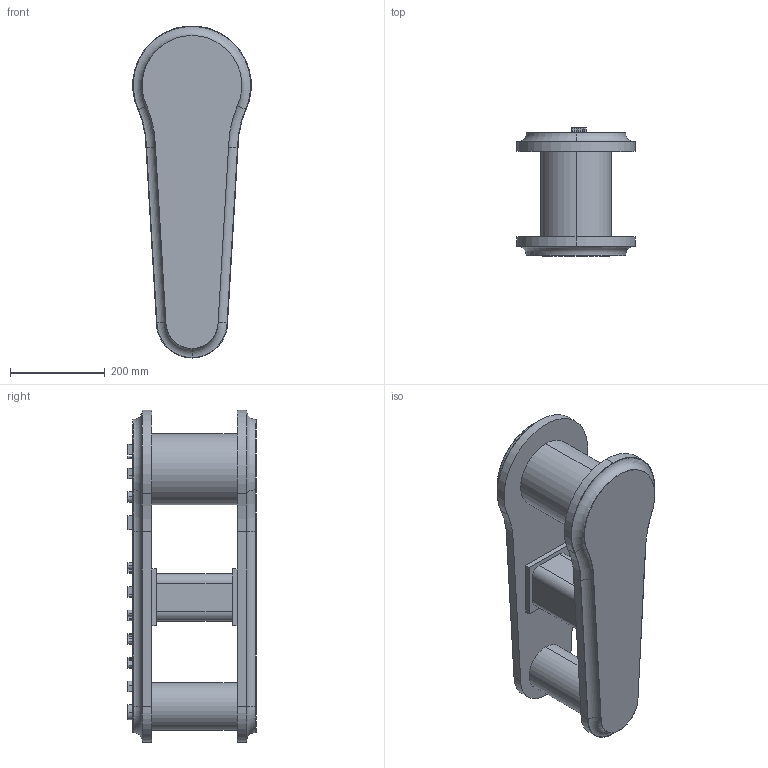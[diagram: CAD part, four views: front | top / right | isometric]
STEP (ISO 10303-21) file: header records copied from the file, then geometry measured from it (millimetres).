
FILE_DESCRIPTION (( 'STEP AP203' ), '1' );
FILE_NAME ('Part3_Link2_Default_sldprt.STEP', '2025-09-14T17:42:21', ( '' ), ( '' ), 'SwSTEP 2.0', 'SolidWorks 2018', '' );
FILE_SCHEMA (( 'CONFIG_CONTROL_DESIGN' ));
Length unit declared in the file: millimetre
Products named in the file (1): Part3_Link2_Default_sldprt
Bounding box: 249.32 x 270 x 700 mm (x, y, z)
Volume: 15485660.1 mm3; surface area: 756509.6 mm2
Topology: 1 solids, 1 shells, 241 faces, 639 edges, 422 vertices
Faces by surface type: plane 113, bspline 86, cylinder 32, torus 10
Entity records: 11908 total; most frequent: CARTESIAN_POINT 6385, ORIENTED_EDGE 1278, DIRECTION 837, EDGE_CURVE 639, VERTEX_POINT 422, VECTOR 385, LINE 385, EDGE_LOOP 267
